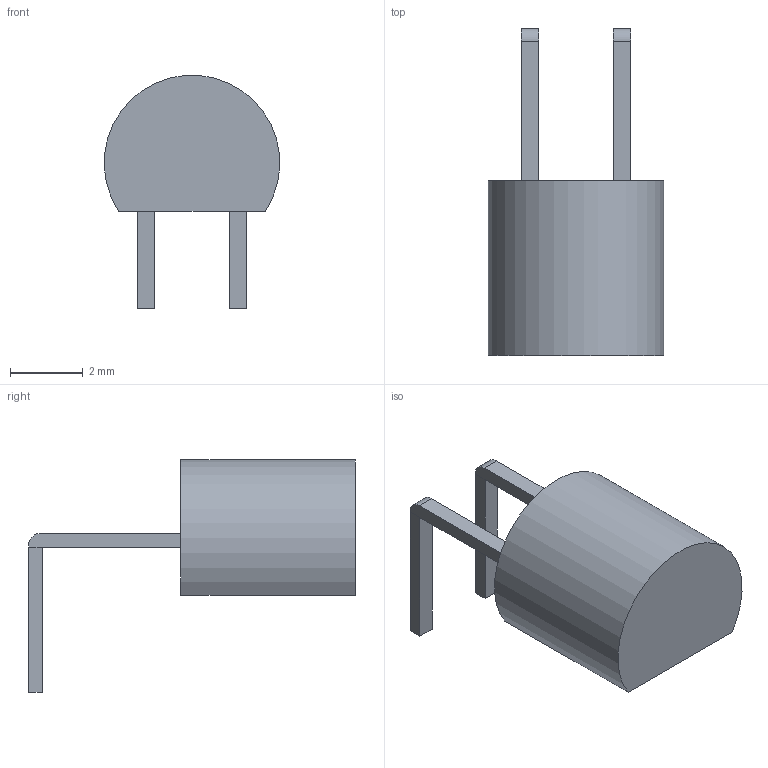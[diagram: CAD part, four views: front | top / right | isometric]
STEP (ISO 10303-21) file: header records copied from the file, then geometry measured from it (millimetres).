
FILE_DESCRIPTION(('FreeCAD Model'),'2;1');
FILE_NAME('TO-92-2_W4.0mm_Horizontal_FlatSideDown.step','2017-12-10T16:14:33',( 'kicad StepUp'),('ksu MCAD'),'Open CASCADE STEP processor 6.8', 'FreeCAD','Unknown');
FILE_SCHEMA(('AUTOMOTIVE_DESIGN_CC2 { 1 2 10303 214 -1 1 5 4 }'));
Length unit declared in the file: millimetre
Products named in the file (1): TO-92-2_W4.0mm_Horizontal_FlatSideDown
Bounding box: 4.82 x 8.99 x 6.41 mm (x, y, z)
Volume: 76.1 mm3; surface area: 127.7 mm2
Topology: 1 solids, 1 shells, 26 faces, 58 edges, 36 vertices
Faces by surface type: plane 23, cylinder 3
Entity records: 518 total; most frequent: ORIENTED_EDGE 92, CARTESIAN_POINT 59, EDGE_CURVE 58, LINE 48, VERTEX_POINT 36, AXIS2_PLACEMENT_3D 33, FACE_BOUND 28, EDGE_LOOP 28
